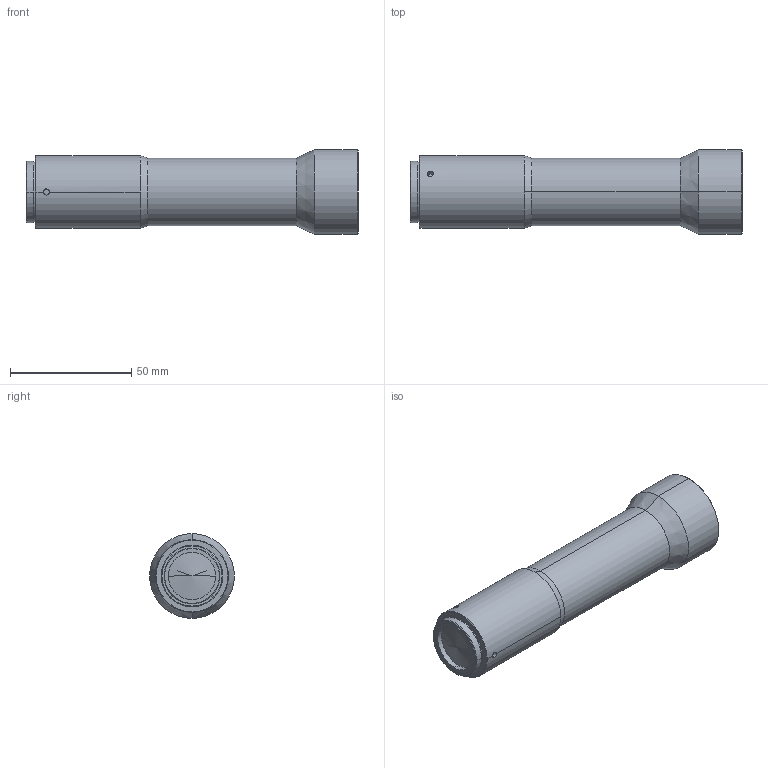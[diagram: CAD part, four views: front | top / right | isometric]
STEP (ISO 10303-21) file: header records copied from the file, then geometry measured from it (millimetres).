
FILE_DESCRIPTION (( 'STEP AP203' ), '1' );
FILE_NAME ('WWK20-110-111.STEP', '2017-06-13T08:54:00', ( 'frank' ), ( '' ), 'SwSTEP 2.0', 'SolidWorks 2012', '' );
FILE_SCHEMA (( 'CONFIG_CONTROL_DESIGN' ));
Length unit declared in the file: millimetre
Products named in the file (1): WWK20-110-111
Bounding box: 137.1 x 35 x 35 mm (x, y, z)
Volume: 94282.9 mm3; surface area: 14882.2 mm2
Topology: 1 solids, 1 shells, 46 faces, 105 edges, 64 vertices
Faces by surface type: cylinder 22, cone 19, plane 5
Entity records: 1534 total; most frequent: CARTESIAN_POINT 424, DIRECTION 229, ORIENTED_EDGE 202, EDGE_CURVE 101, AXIS2_PLACEMENT_3D 95, VERTEX_POINT 64, EDGE_LOOP 53, CIRCLE 48
